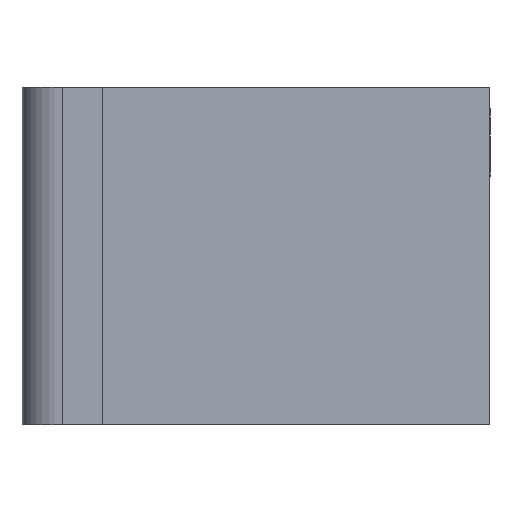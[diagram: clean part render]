
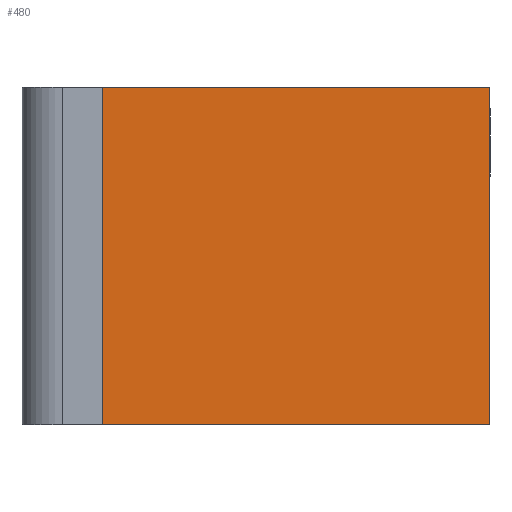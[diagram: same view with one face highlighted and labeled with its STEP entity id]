
A CAD part, left-side view. The second image highlights one B-rep face of the part: STEP entity #480.
In plain terms, the highlighted planar face has unit normal (-1, 0, 0).
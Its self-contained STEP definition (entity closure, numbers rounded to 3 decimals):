
#59=PLANE('',#544);
#78=FACE_OUTER_BOUND('',#109,.T.);
#109=EDGE_LOOP('',(#400,#401,#402,#403));
#137=LINE('',#767,#179);
#157=LINE('',#818,#199);
#158=LINE('',#820,#200);
#159=LINE('',#821,#201);
#179=VECTOR('',#604,10.);
#199=VECTOR('',#658,10.);
#200=VECTOR('',#659,10.);
#201=VECTOR('',#660,10.);
#233=VERTEX_POINT('',#764);
#234=VERTEX_POINT('',#766);
#248=VERTEX_POINT('',#817);
#249=VERTEX_POINT('',#819);
#280=EDGE_CURVE('',#233,#234,#137,.T.);
#306=EDGE_CURVE('',#248,#234,#157,.T.);
#307=EDGE_CURVE('',#249,#233,#158,.T.);
#308=EDGE_CURVE('',#249,#248,#159,.T.);
#400=ORIENTED_EDGE('',*,*,#306,.T.);
#401=ORIENTED_EDGE('',*,*,#280,.F.);
#402=ORIENTED_EDGE('',*,*,#307,.F.);
#403=ORIENTED_EDGE('',*,*,#308,.T.);
#480=ADVANCED_FACE('',(#78),#59,.T.);
#544=AXIS2_PLACEMENT_3D('',#816,#656,#657);
#604=DIRECTION('',(0.,-1.,0.));
#656=DIRECTION('center_axis',(-1.,0.,0.));
#657=DIRECTION('ref_axis',(0.,0.,-1.));
#658=DIRECTION('',(0.,0.,1.));
#659=DIRECTION('',(0.,0.,1.));
#660=DIRECTION('',(0.,-1.,0.));
#764=CARTESIAN_POINT('',(21.921,0.,20.921));
#766=CARTESIAN_POINT('',(21.921,-48.006,20.921));
#767=CARTESIAN_POINT('',(21.921,0.,20.921));
#816=CARTESIAN_POINT('Origin',(21.921,0.,20.921));
#817=CARTESIAN_POINT('',(21.921,-48.006,-20.921));
#818=CARTESIAN_POINT('',(21.921,-48.006,10.46));
#819=CARTESIAN_POINT('',(21.921,0.,-20.921));
#820=CARTESIAN_POINT('',(21.921,0.,10.46));
#821=CARTESIAN_POINT('',(21.921,0.,-20.921));
